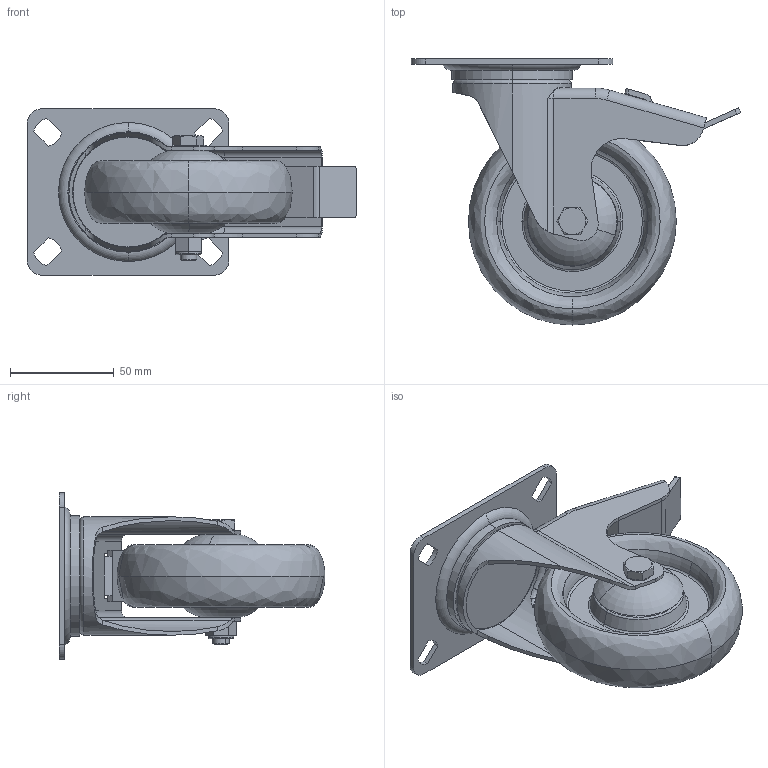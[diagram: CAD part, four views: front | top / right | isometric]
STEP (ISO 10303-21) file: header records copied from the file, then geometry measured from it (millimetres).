
FILE_DESCRIPTION (( 'STEP AP214' ), '1' );
FILE_NAME ('0024994.step', '2021-05-14T12:38:03', ( 'Windows-Benutzer' ), ( '' ), 'SwSTEP 2.0', 'SolidWorks 2020', '' );
FILE_SCHEMA (( 'AUTOMOTIVE_DESIGN' ));
Length unit declared in the file: millimetre
Products named in the file (1): 0024994
Bounding box: 158.5 x 128 x 80 mm (x, y, z)
Volume: 214945.5 mm3; surface area: 109090.4 mm2
Topology: 8 solids, 8 shells, 316 faces, 736 edges, 450 vertices
Faces by surface type: plane 103, cylinder 87, torus 76, cone 34, bspline 16
Entity records: 13113 total; most frequent: CARTESIAN_POINT 2181, DIRECTION 1660, ORIENTED_EDGE 1464, EDGE_CURVE 732, AXIS2_PLACEMENT_3D 685, VERTEX_POINT 450, CIRCLE 384, EDGE_LOOP 358
